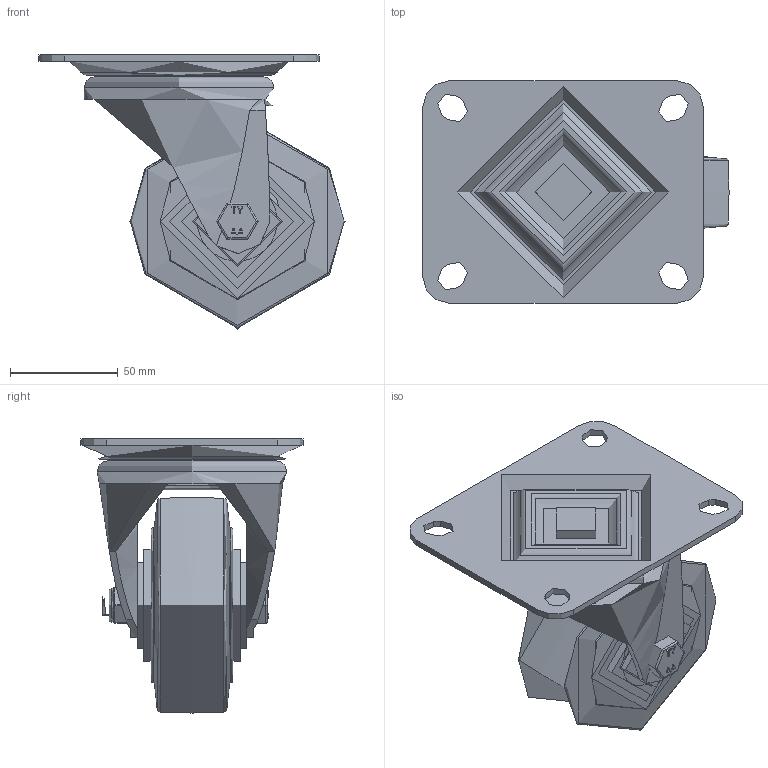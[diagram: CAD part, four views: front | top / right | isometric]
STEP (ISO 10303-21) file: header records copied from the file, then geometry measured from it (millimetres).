
FILE_DESCRIPTION(/* description */ (''),/* implementation_level */ '2;1');
FILE_NAME(/* name */ 'BZH100CRBJLP.step',/* time_stamp */ '2024-05-17T09:31:12+01:00',/* author */ (''),/* organization */ (''),/* preprocessor_version */ 'ST-DEVELOPER v20',/* originating_system */ 'Autodesk Translation Framework v13.14.0.145',/* authorisation */ '');
FILE_SCHEMA (('AUTOMOTIVE_DESIGN { 1 0 10303 214 3 1 1 }'));
Length unit declared in the file: millimetre
Products named in the file (28): BZH100CRBJLP; BZH100ASLP v1; ZINC PLATED PRESSED STEEL FORK; ZINC PLATED PRESSED STEEL TOP PLATE; BZMH100WCRBJM20 v1; ELASTIC RUBBER TYRE; CAST IRON RIM; BEARING6004; BALL BEARINGS; BEARING6004 (1); BALL BEARINGS (1); Component1; METAL; MIDDLE; RUBBER; BEARING SPACER; TUBEM20X50 v1; ZINC PLATED, STEEL TUBE; HEXBOLTM10X70Z8.8 v2; GRADE 8.8 THREADED ZINC PLATED BOLT; WP20X40X4BLK v1; NYLON WASHER (2); WP20X40X4BLK v1 (1); NYLON WASHER (3); NYLOCM10Z v1; NYLOC NUT; RUBBER (1); NUT
Assembly tree (47 placements, depth 5):
  BZH100CRBJLP
    BZH100ASLP v1
      ZINC PLATED PRESSED STEEL FORK
      ZINC PLATED PRESSED STEEL TOP PLATE
    BZMH100WCRBJM20 v1
      ELASTIC RUBBER TYRE
      CAST IRON RIM
      BEARING6004
        METAL
        MIDDLE
        BALL BEARINGS
          Component1  x9
        RUBBER
      BEARING6004 (1)
        BALL BEARINGS (1)
          Component1  x9
        METAL
        MIDDLE
        RUBBER
      BEARING SPACER
    TUBEM20X50 v1
      ZINC PLATED, STEEL TUBE
    HEXBOLTM10X70Z8.8 v2
      GRADE 8.8 THREADED ZINC PLATED BOLT
    WP20X40X4BLK v1
      NYLON WASHER (2)
    WP20X40X4BLK v1 (1)
      NYLON WASHER (3)
    NYLOCM10Z v1
      NYLOC NUT
        RUBBER (1)
        NUT
Bounding box: 142 x 103 x 127.13 mm (x, y, z)
Volume: 374943.9 mm3; surface area: 150201.2 mm2
Topology: 39 solids, 39 shells, 1180 faces, 2970 edges, 1948 vertices
Faces by surface type: plane 441, bspline 435, cylinder 219, sphere 48, torus 31, cone 6
Full cylindrical faces by diameter (mm): 8 x18, 8.141 x18, 9.85 x19, 10 x3, 10.5 x3, 12 x2, 16 x2, 19.9 x1, 20 x3, 21 x2, 24 x3, 25 x8, 26 x5, 27 x8, 28 x1, 30 x1, 35 x4, 36 x5, 37 x4, 38 x10, 40 x3, 42 x4, 52 x2, 62.5 x2, 82 x1, 88 x1
Entity records: 30549 total; most frequent: CARTESIAN_POINT 13469, ORIENTED_EDGE 3672, DIRECTION 2781, EDGE_CURVE 1836, VERTEX_POINT 1196, AXIS2_PLACEMENT_3D 980, EDGE_LOOP 876, LINE 821
